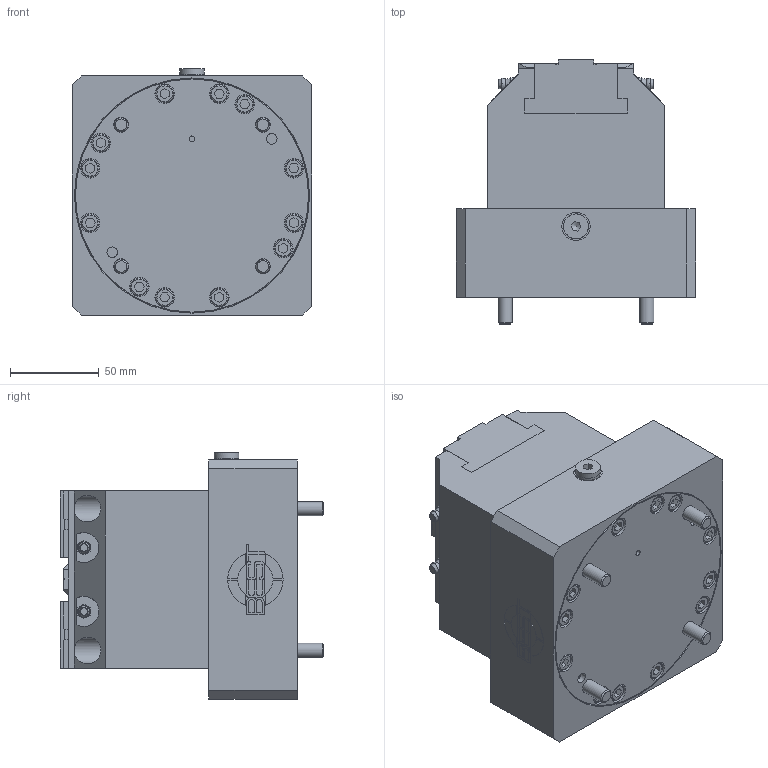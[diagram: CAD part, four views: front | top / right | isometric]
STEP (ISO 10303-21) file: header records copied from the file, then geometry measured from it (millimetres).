
FILE_DESCRIPTION(/* description */ ('Zentrierspanner BSH-100-FS'),/* implementation_level */ '2;1');
FILE_NAME(/* name */ '101-0100-004 Kunde (verstellbar).stp',/* time_stamp */ '2023-01-20T08:53:42+01:00',/* author */ ('Chiacchiera'),/* organization */ (''),/* preprocessor_version */ 'ST-DEVELOPER v19.2',/* originating_system */ 'Autodesk Inventor 2023',/* authorisation */ '');
FILE_SCHEMA (('AUTOMOTIVE_DESIGN { 1 0 10303 214 3 1 1 }'));
Length unit declared in the file: millimetre
Products named in the file (3): 101-0100-004 Kunde (verstellbar); 101-0100-004 Basis (verstellbar); 101-0100-004 Backe (verstellbar)
Assembly tree (3 placements, depth 2):
  101-0100-004 Kunde (verstellbar)
    101-0100-004 Basis (verstellbar)
    101-0100-004 Backe (verstellbar)  x2
Bounding box: 135 x 149 x 139 mm (x, y, z)
Volume: 1615222.4 mm3; surface area: 143833.9 mm2
Topology: 3 solids, 4 shells, 806 faces, 1953 edges, 1247 vertices
Faces by surface type: plane 551, cylinder 153, cone 72, torus 26, sphere 4
Full cylindrical faces by diameter (mm): 2.459 x4, 3.242 x1, 4.134 x2, 4.917 x20, 5 x1, 6 x2, 7 x2, 8 x8, 8.5 x4, 10 x12, 11 x12, 13 x4, 14 x2, 15 x4, 16 x1, 132 x1
Entity records: 22077 total; most frequent: CARTESIAN_POINT 3976, DIRECTION 3576, ORIENTED_EDGE 3552, EDGE_CURVE 1776, AXIS2_PLACEMENT_3D 1201, LINE 1174, VECTOR 1174, VERTEX_POINT 1149
